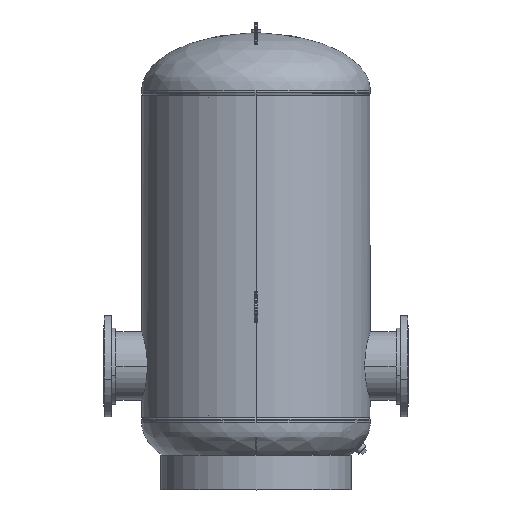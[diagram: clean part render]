
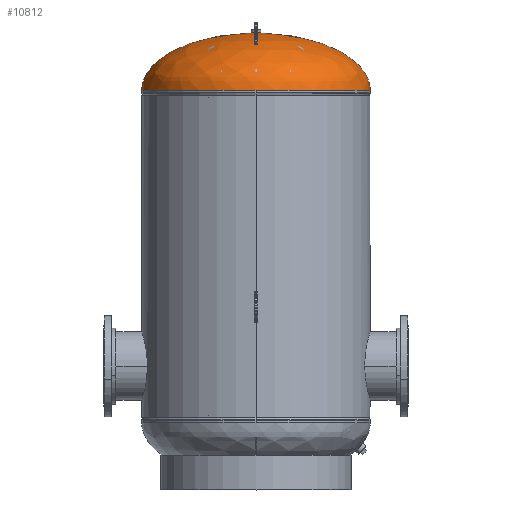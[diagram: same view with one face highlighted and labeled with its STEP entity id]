
A CAD part, top view. The second image highlights one B-rep face of the part: STEP entity #10812.
In plain terms, the highlighted free-form (B-spline) face has degree [3, 3] with [4, 4] control points.
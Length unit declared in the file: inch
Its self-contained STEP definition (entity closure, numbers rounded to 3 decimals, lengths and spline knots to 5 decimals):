
#218 = CARTESIAN_POINT ( 'NONE',  ( -18., 0.822, 36. ) ) ;
#252 = AXIS2_PLACEMENT_3D ( 'NONE', #10736, #1750, #12697 ) ;
#564 = VERTEX_POINT ( 'NONE', #3005 ) ;
#687 = AXIS2_PLACEMENT_3D ( 'NONE', #1865, #11957, #3829 ) ;
#910 = CARTESIAN_POINT ( 'NONE',  ( 0., 9.90452, 0.625 ) ) ;
#1069 = EDGE_CURVE ( 'NONE', #9910, #7050, #6365, .T. ) ;
#1327 = CARTESIAN_POINT ( 'NONE',  ( -18., 0.822, 0. ) ) ;
#1369 = EDGE_CURVE ( 'NONE', #7050, #564, #5404, .T. ) ;
#1453 = CARTESIAN_POINT ( 'NONE',  ( -10.87488, 9.72472, 0. ) ) ;
#1491 = CARTESIAN_POINT ( 'NONE',  ( -10.87488, 9.72472, 0. ) ) ;
#1750 = DIRECTION ( 'NONE',  ( 0., -1., 0. ) ) ;
#1787 = CARTESIAN_POINT ( 'NONE',  ( 18., 6.00017, 0. ) ) ;
#1865 = CARTESIAN_POINT ( 'NONE',  ( 0., 9.90452, 0. ) ) ;
#1958 = ORIENTED_EDGE ( 'NONE', *, *, #10222, .T. ) ;
#2063 = CARTESIAN_POINT ( 'NONE',  ( 0., 0.822, 0. ) ) ;
#2182 = FACE_OUTER_BOUND ( 'NONE', #11230, .T. ) ;
#2376 = CARTESIAN_POINT ( 'NONE',  ( 18., 0.822, 36. ) ) ;
#2439 = CARTESIAN_POINT ( 'NONE',  ( -18., 6.00017, 36. ) ) ;
#2485 = CARTESIAN_POINT ( 'NONE',  ( -0.625, 9.90452, 0. ) ) ;
#2548 = CIRCLE ( 'NONE', #9871, 0.625 ) ;
#2646 = CARTESIAN_POINT ( 'NONE',  ( -0.625, 9.90452, 0. ) ) ;
#3005 = CARTESIAN_POINT ( 'NONE',  ( 18., 0.822, 0. ) ) ;
#3051 = CARTESIAN_POINT ( 'NONE',  ( -18., 0.822, 0. ) ) ;
#3224 = CARTESIAN_POINT ( 'NONE',  ( -0.625, 9.90452, 0. ) ) ;
#3391 = DIRECTION ( 'NONE',  ( 0., 0., -1. ) ) ;
#3625 =( BOUNDED_CURVE ( )  B_SPLINE_CURVE ( 3, ( #2485, #1491, #5499, #9559 ),
 .UNSPECIFIED., .F., .F. ) 
 B_SPLINE_CURVE_WITH_KNOTS ( ( 4, 4 ),
 ( 4.74712, 6.28319 ),
 .UNSPECIFIED. ) 
 CURVE ( )  GEOMETRIC_REPRESENTATION_ITEM ( )  RATIONAL_B_SPLINE_CURVE ( ( 1., 0.813, 0.813, 1. ) ) 
 REPRESENTATION_ITEM ( '' )  );
#3728 = AXIS2_PLACEMENT_3D ( 'NONE', #2063, #12092, #9930 ) ;
#3829 = DIRECTION ( 'NONE',  ( 0., 0., -1. ) ) ;
#4473 = CARTESIAN_POINT ( 'NONE',  ( 0.625, 9.90452, 0. ) ) ;
#4733 = VERTEX_POINT ( 'NONE', #3051 ) ;
#4809 = CARTESIAN_POINT ( 'NONE',  ( 0.625, 9.90452, 0. ) ) ;
#4875 = CARTESIAN_POINT ( 'NONE',  ( 18., 0.822, 0. ) ) ;
#5259 = VERTEX_POINT ( 'NONE', #2646 ) ;
#5404 =( BOUNDED_CURVE ( )  B_SPLINE_CURVE ( 3, ( #4809, #7640, #1787, #4875 ),
 .UNSPECIFIED., .F., .F. ) 
 B_SPLINE_CURVE_WITH_KNOTS ( ( 4, 4 ),
 ( 4.74712, 6.28319 ),
 .UNSPECIFIED. ) 
 CURVE ( )  GEOMETRIC_REPRESENTATION_ITEM ( )  RATIONAL_B_SPLINE_CURVE ( ( 1., 0.813, 0.813, 1. ) ) 
 REPRESENTATION_ITEM ( '' )  );
#5499 = CARTESIAN_POINT ( 'NONE',  ( -18., 6.00017, 0. ) ) ;
#5620 = CIRCLE ( 'NONE', #3728, 18. ) ;
#5626 = ORIENTED_EDGE ( 'NONE', *, *, #9020, .F. ) ;
#6190 = CARTESIAN_POINT ( 'NONE',  ( 0.625, 9.90452, 1.25 ) ) ;
#6322 = CARTESIAN_POINT ( 'NONE',  ( -18., 6.00017, 0. ) ) ;
#6365 = CIRCLE ( 'NONE', #687, 0.625 ) ;
#6420 = DIRECTION ( 'NONE',  ( 0., 1., 0. ) ) ;
#6497 = CARTESIAN_POINT ( 'NONE',  ( 0., 0.822, 18. ) ) ;
#7050 = VERTEX_POINT ( 'NONE', #7657 ) ;
#7558 = ORIENTED_EDGE ( 'NONE', *, *, #1069, .F. ) ;
#7640 = CARTESIAN_POINT ( 'NONE',  ( 10.87488, 9.72472, 0. ) ) ;
#7657 = CARTESIAN_POINT ( 'NONE',  ( 0.625, 9.90452, 0. ) ) ;
#7856 = ORIENTED_EDGE ( 'NONE', *, *, #1369, .F. ) ;
#7947 = ORIENTED_EDGE ( 'NONE', *, *, #12097, .F. ) ;
#8218 = CARTESIAN_POINT ( 'NONE',  ( 10.87488, 9.72472, 21.74977 ) ) ;
#8301 = ORIENTED_EDGE ( 'NONE', *, *, #12603, .F. ) ;
#8411 = CARTESIAN_POINT ( 'NONE',  ( -0.625, 9.90452, 1.25 ) ) ;
#9020 = EDGE_CURVE ( 'NONE', #12307, #4733, #5620, .T. ) ;
#9076 =( BOUNDED_SURFACE ( )  B_SPLINE_SURFACE ( 3, 3, ( 
 ( #4473, #6190, #8411, #3224 ),
 ( #10181, #8218, #9389, #1453 ),
 ( #11358, #9202, #2439, #6322 ),
 ( #10309, #2376, #218, #1327 ) ),
 .UNSPECIFIED., .F., .F., .F. ) 
 B_SPLINE_SURFACE_WITH_KNOTS ( ( 4, 4 ),
 ( 4, 4 ),
 ( 0., 1. ),
 ( 0., 1. ),
 .UNSPECIFIED. ) 
 GEOMETRIC_REPRESENTATION_ITEM ( )  RATIONAL_B_SPLINE_SURFACE ( (
 ( 1., 0.333, 0.333, 1.),
 ( 0.813, 0.271, 0.271, 0.813),
 ( 0.813, 0.271, 0.271, 0.813),
 ( 1., 0.333, 0.333, 1.) ) ) 
 REPRESENTATION_ITEM ( '' )  SURFACE ( )  );
#9202 = CARTESIAN_POINT ( 'NONE',  ( 18., 6.00017, 36. ) ) ;
#9389 = CARTESIAN_POINT ( 'NONE',  ( -10.87488, 9.72472, 21.74977 ) ) ;
#9559 = CARTESIAN_POINT ( 'NONE',  ( -18., 0.822, 0. ) ) ;
#9871 = AXIS2_PLACEMENT_3D ( 'NONE', #12372, #6420, #3391 ) ;
#9910 = VERTEX_POINT ( 'NONE', #910 ) ;
#9930 = DIRECTION ( 'NONE',  ( 0., 0., -1. ) ) ;
#10181 = CARTESIAN_POINT ( 'NONE',  ( 10.87488, 9.72472, 0. ) ) ;
#10222 = EDGE_CURVE ( 'NONE', #5259, #4733, #3625, .T. ) ;
#10309 = CARTESIAN_POINT ( 'NONE',  ( 18., 0.822, 0. ) ) ;
#10736 = CARTESIAN_POINT ( 'NONE',  ( 0., 0.822, 0. ) ) ;
#10812 = ADVANCED_FACE ( 'NONE', ( #2182 ), #9076, .F. ) ;
#11230 = EDGE_LOOP ( 'NONE', ( #8301, #1958, #5626, #7947, #7856, #7558 ) ) ;
#11343 = CIRCLE ( 'NONE', #252, 18. ) ;
#11358 = CARTESIAN_POINT ( 'NONE',  ( 18., 6.00017, 0. ) ) ;
#11957 = DIRECTION ( 'NONE',  ( 0., 1., 0. ) ) ;
#12092 = DIRECTION ( 'NONE',  ( 0., -1., 0. ) ) ;
#12097 = EDGE_CURVE ( 'NONE', #564, #12307, #11343, .T. ) ;
#12307 = VERTEX_POINT ( 'NONE', #6497 ) ;
#12372 = CARTESIAN_POINT ( 'NONE',  ( 0., 9.90452, 0. ) ) ;
#12603 = EDGE_CURVE ( 'NONE', #5259, #9910, #2548, .T. ) ;
#12697 = DIRECTION ( 'NONE',  ( 0., 0., -1. ) ) ;
